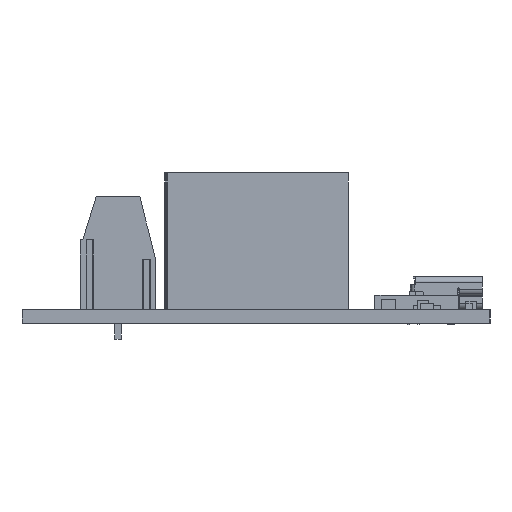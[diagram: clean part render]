
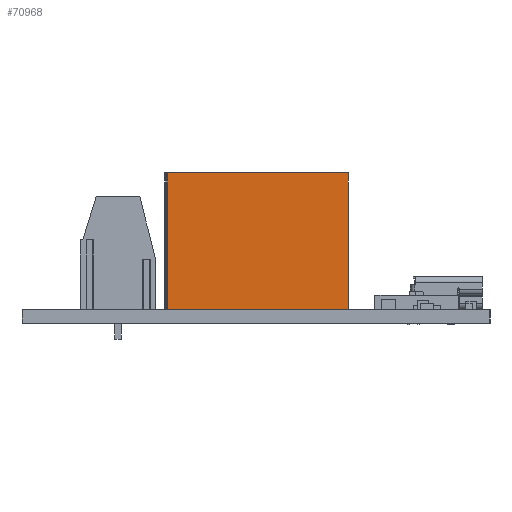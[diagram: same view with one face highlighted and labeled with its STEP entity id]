
A CAD part, left-side view. The second image highlights one B-rep face of the part: STEP entity #70968.
In plain terms, the highlighted planar face has unit normal (-1, 0, 0).
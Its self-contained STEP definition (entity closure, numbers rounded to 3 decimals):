
#70705 = EDGE_CURVE('',#70706,#70708,#70710,.T.);
#70706 = VERTEX_POINT('',#70707);
#70707 = CARTESIAN_POINT('',(-7.747,10.795,0.));
#70708 = VERTEX_POINT('',#70709);
#70709 = CARTESIAN_POINT('',(-7.747,10.795,16.332));
#70710 = SURFACE_CURVE('',#70711,(#70715,#70727),.PCURVE_S1.);
#70711 = LINE('',#70712,#70713);
#70712 = CARTESIAN_POINT('',(-7.747,10.795,0.));
#70713 = VECTOR('',#70714,1.);
#70714 = DIRECTION('',(0.,0.,1.));
#70715 = PCURVE('',#70716,#70721);
#70716 = PLANE('',#70717);
#70717 = AXIS2_PLACEMENT_3D('',#70718,#70719,#70720);
#70718 = CARTESIAN_POINT('',(-7.747,10.795,0.));
#70719 = DIRECTION('',(0.,1.,0.));
#70720 = DIRECTION('',(1.,0.,0.));
#70721 = DEFINITIONAL_REPRESENTATION('',(#70722),#70726);
#70722 = LINE('',#70723,#70724);
#70723 = CARTESIAN_POINT('',(0.,0.));
#70724 = VECTOR('',#70725,1.);
#70725 = DIRECTION('',(0.,-1.));
#70726 = ( GEOMETRIC_REPRESENTATION_CONTEXT(2) 
PARAMETRIC_REPRESENTATION_CONTEXT() REPRESENTATION_CONTEXT('2D SPACE',''
  ) );
#70727 = PCURVE('',#70728,#70733);
#70728 = PLANE('',#70729);
#70729 = AXIS2_PLACEMENT_3D('',#70730,#70731,#70732);
#70730 = CARTESIAN_POINT('',(-7.747,-10.795,0.));
#70731 = DIRECTION('',(-1.,0.,0.));
#70732 = DIRECTION('',(0.,1.,0.));
#70733 = DEFINITIONAL_REPRESENTATION('',(#70734),#70738);
#70734 = LINE('',#70735,#70736);
#70735 = CARTESIAN_POINT('',(21.59,0.));
#70736 = VECTOR('',#70737,1.);
#70737 = DIRECTION('',(0.,-1.));
#70738 = ( GEOMETRIC_REPRESENTATION_CONTEXT(2) 
PARAMETRIC_REPRESENTATION_CONTEXT() REPRESENTATION_CONTEXT('2D SPACE',''
  ) );
#70756 = PLANE('',#70757);
#70757 = AXIS2_PLACEMENT_3D('',#70758,#70759,#70760);
#70758 = CARTESIAN_POINT('',(-7.747,10.795,16.332));
#70759 = DIRECTION('',(0.,0.,1.));
#70760 = DIRECTION('',(1.,0.,0.));
#70810 = PLANE('',#70811);
#70811 = AXIS2_PLACEMENT_3D('',#70812,#70813,#70814);
#70812 = CARTESIAN_POINT('',(-7.747,10.795,0.));
#70813 = DIRECTION('',(0.,0.,1.));
#70814 = DIRECTION('',(1.,0.,0.));
#70865 = PLANE('',#70866);
#70866 = AXIS2_PLACEMENT_3D('',#70867,#70868,#70869);
#70867 = CARTESIAN_POINT('',(7.747,-10.795,0.));
#70868 = DIRECTION('',(0.,-1.,0.));
#70869 = DIRECTION('',(-1.,0.,0.));
#70903 = VERTEX_POINT('',#70904);
#70904 = CARTESIAN_POINT('',(-7.747,-10.795,16.332));
#70925 = EDGE_CURVE('',#70926,#70903,#70928,.T.);
#70926 = VERTEX_POINT('',#70927);
#70927 = CARTESIAN_POINT('',(-7.747,-10.795,0.));
#70928 = SURFACE_CURVE('',#70929,(#70933,#70940),.PCURVE_S1.);
#70929 = LINE('',#70930,#70931);
#70930 = CARTESIAN_POINT('',(-7.747,-10.795,0.));
#70931 = VECTOR('',#70932,1.);
#70932 = DIRECTION('',(0.,0.,1.));
#70933 = PCURVE('',#70865,#70934);
#70934 = DEFINITIONAL_REPRESENTATION('',(#70935),#70939);
#70935 = LINE('',#70936,#70937);
#70936 = CARTESIAN_POINT('',(15.494,0.));
#70937 = VECTOR('',#70938,1.);
#70938 = DIRECTION('',(0.,-1.));
#70939 = ( GEOMETRIC_REPRESENTATION_CONTEXT(2) 
PARAMETRIC_REPRESENTATION_CONTEXT() REPRESENTATION_CONTEXT('2D SPACE',''
  ) );
#70940 = PCURVE('',#70728,#70941);
#70941 = DEFINITIONAL_REPRESENTATION('',(#70942),#70946);
#70942 = LINE('',#70943,#70944);
#70943 = CARTESIAN_POINT('',(0.,0.));
#70944 = VECTOR('',#70945,1.);
#70945 = DIRECTION('',(0.,-1.));
#70946 = ( GEOMETRIC_REPRESENTATION_CONTEXT(2) 
PARAMETRIC_REPRESENTATION_CONTEXT() REPRESENTATION_CONTEXT('2D SPACE',''
  ) );
#70968 = ADVANCED_FACE('',(#70969),#70728,.T.);
#70969 = FACE_BOUND('',#70970,.T.);
#70970 = EDGE_LOOP('',(#70971,#70972,#70993,#70994));
#70971 = ORIENTED_EDGE('',*,*,#70925,.T.);
#70972 = ORIENTED_EDGE('',*,*,#70973,.T.);
#70973 = EDGE_CURVE('',#70903,#70708,#70974,.T.);
#70974 = SURFACE_CURVE('',#70975,(#70979,#70986),.PCURVE_S1.);
#70975 = LINE('',#70976,#70977);
#70976 = CARTESIAN_POINT('',(-7.747,-10.795,16.332));
#70977 = VECTOR('',#70978,1.);
#70978 = DIRECTION('',(0.,1.,0.));
#70979 = PCURVE('',#70728,#70980);
#70980 = DEFINITIONAL_REPRESENTATION('',(#70981),#70985);
#70981 = LINE('',#70982,#70983);
#70982 = CARTESIAN_POINT('',(0.,-16.332));
#70983 = VECTOR('',#70984,1.);
#70984 = DIRECTION('',(1.,0.));
#70985 = ( GEOMETRIC_REPRESENTATION_CONTEXT(2) 
PARAMETRIC_REPRESENTATION_CONTEXT() REPRESENTATION_CONTEXT('2D SPACE',''
  ) );
#70986 = PCURVE('',#70756,#70987);
#70987 = DEFINITIONAL_REPRESENTATION('',(#70988),#70992);
#70988 = LINE('',#70989,#70990);
#70989 = CARTESIAN_POINT('',(0.,-21.59));
#70990 = VECTOR('',#70991,1.);
#70991 = DIRECTION('',(0.,1.));
#70992 = ( GEOMETRIC_REPRESENTATION_CONTEXT(2) 
PARAMETRIC_REPRESENTATION_CONTEXT() REPRESENTATION_CONTEXT('2D SPACE',''
  ) );
#70993 = ORIENTED_EDGE('',*,*,#70705,.F.);
#70994 = ORIENTED_EDGE('',*,*,#70995,.F.);
#70995 = EDGE_CURVE('',#70926,#70706,#70996,.T.);
#70996 = SURFACE_CURVE('',#70997,(#71001,#71008),.PCURVE_S1.);
#70997 = LINE('',#70998,#70999);
#70998 = CARTESIAN_POINT('',(-7.747,-10.795,0.));
#70999 = VECTOR('',#71000,1.);
#71000 = DIRECTION('',(0.,1.,0.));
#71001 = PCURVE('',#70728,#71002);
#71002 = DEFINITIONAL_REPRESENTATION('',(#71003),#71007);
#71003 = LINE('',#71004,#71005);
#71004 = CARTESIAN_POINT('',(0.,0.));
#71005 = VECTOR('',#71006,1.);
#71006 = DIRECTION('',(1.,0.));
#71007 = ( GEOMETRIC_REPRESENTATION_CONTEXT(2) 
PARAMETRIC_REPRESENTATION_CONTEXT() REPRESENTATION_CONTEXT('2D SPACE',''
  ) );
#71008 = PCURVE('',#70810,#71009);
#71009 = DEFINITIONAL_REPRESENTATION('',(#71010),#71014);
#71010 = LINE('',#71011,#71012);
#71011 = CARTESIAN_POINT('',(0.,-21.59));
#71012 = VECTOR('',#71013,1.);
#71013 = DIRECTION('',(0.,1.));
#71014 = ( GEOMETRIC_REPRESENTATION_CONTEXT(2) 
PARAMETRIC_REPRESENTATION_CONTEXT() REPRESENTATION_CONTEXT('2D SPACE',''
  ) );
